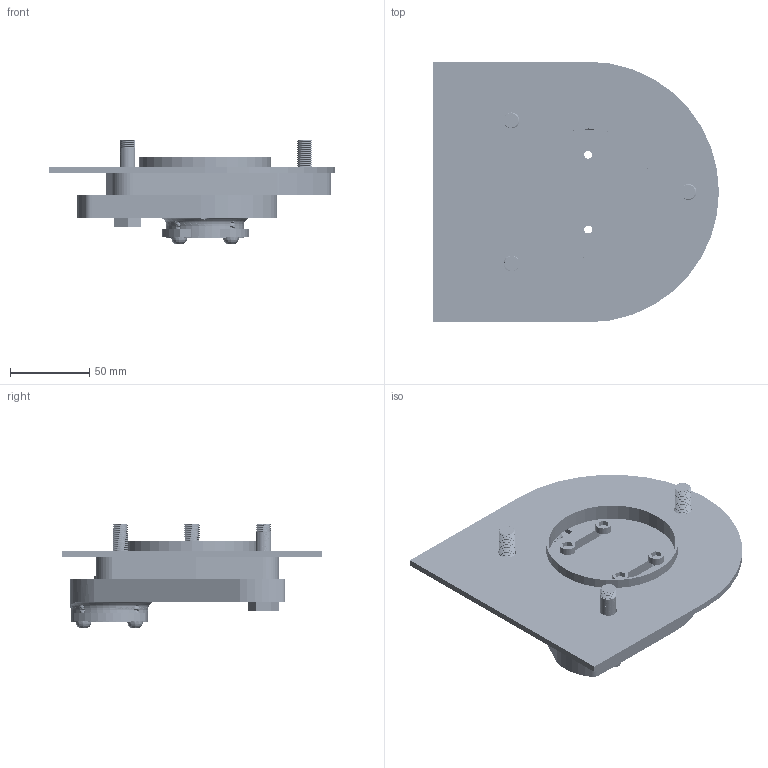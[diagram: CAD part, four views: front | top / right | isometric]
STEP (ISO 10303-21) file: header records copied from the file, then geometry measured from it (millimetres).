
FILE_DESCRIPTION(/* description */ (''),/* implementation_level */ '2;1');
FILE_NAME(/* name */ 'Topmount_caster_colt_1.stp',/* time_stamp */ '2021-10-16T08:56:42+02:00',/* author */ (''),/* organization */ (''),/* preprocessor_version */ 'ST-DEVELOPER v18.1',/* originating_system */ 'SIEMENS PLM Software NX 1969',/* authorisation */ '');
FILE_SCHEMA (('AUTOMOTIVE_DESIGN { 1 0 10303 214 3 1 1 1 }'));
Length unit declared in the file: millimetre
Products named in the file (9): shoulder nut; Spherical bearing; m5 bearing cup; caster m6 camber bolts; Caster studs; Bearing case; Strut tower colt; Topmount_caster_colt_partunder; Topmount_caster_colt
Assembly tree (15 placements, depth 3):
  Topmount_caster_colt
    Topmount_caster_colt_partunder
      Spherical bearing
      shoulder nut
    Strut tower colt
    Bearing case
    Caster studs  x2
    caster m6 camber bolts  x4
    m5 bearing cup  x4
Bounding box: 179.85 x 164 x 65.78 mm (x, y, z)
Volume: 438757.7 mm3; surface area: 149036 mm2
Topology: 23 solids, 25 shells, 366 faces, 916 edges, 607 vertices
Faces by surface type: plane 169, cylinder 158, bspline 34, torus 5
Full cylindrical faces by diameter (mm): 5 x6, 5.5 x4, 8 x2, 9.8 x2, 10 x78, 11 x3, 17.9 x1, 18 x3, 19 x2, 28 x1, 30 x1, 35 x4, 38 x1, 48.669 x1, 79.964 x1, 83 x1
Entity records: 31871 total; most frequent: CARTESIAN_POINT 26720, DIRECTION 877, ORIENTED_EDGE 790, EDGE_CURVE 395, AXIS2_PLACEMENT_3D 350, EDGE_LOOP 292, VERTEX_POINT 285, ADVANCED_FACE 190
